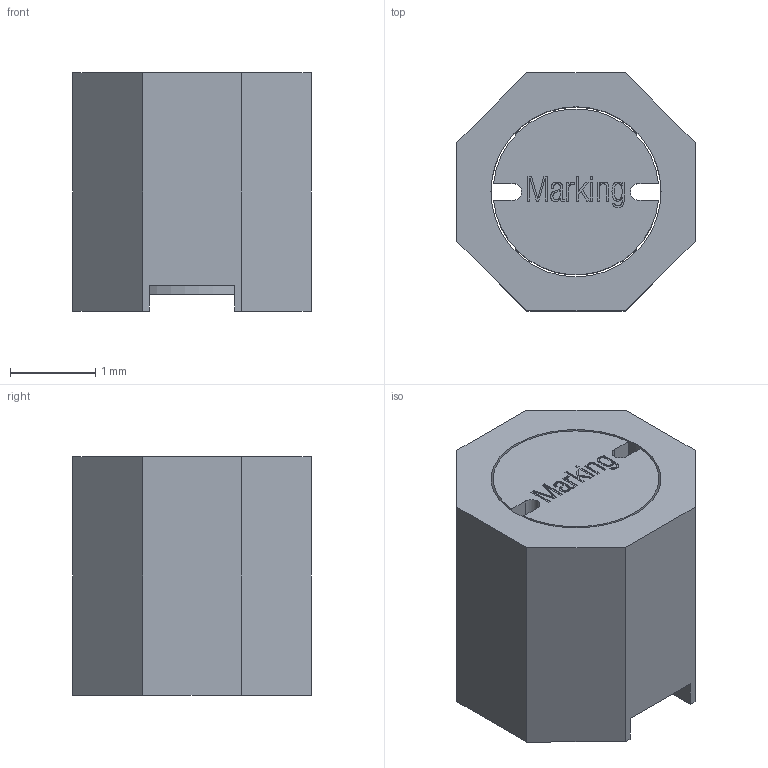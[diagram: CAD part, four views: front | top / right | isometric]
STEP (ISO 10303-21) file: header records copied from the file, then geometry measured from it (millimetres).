
FILE_DESCRIPTION(/* description */ ('Unknown'),/* implementation_level */ '2;1');
FILE_NAME(/* name */ 'L_Wurth_WE-TPC_2828',/* time_stamp */ '2022-03-08T13:42:45+08:00',/* author */ ('Unknown'),/* organization */ ('Unknown'),/* preprocessor_version */ 'ST-DEVELOPER v16.7',/* originating_system */ 'Solid Edge',/* authorisation */ 'Unknown');
FILE_SCHEMA (('AUTOMOTIVE_DESIGN {1 0 10303 214 3 1 1}'));
Length unit declared in the file: millimetre
Products named in the file (2): L_Wurth_WE-TPC_2828
Assembly tree (1 placements, depth 2):
  L_Wurth_WE-TPC_2828
    L_Wurth_WE-TPC_2828
Bounding box: 2.8 x 2.8 x 2.8 mm (x, y, z)
Volume: 13.8 mm3; surface area: 72.1 mm2
Topology: 2 solids, 2 shells, 123 faces, 321 edges, 212 vertices
Faces by surface type: plane 99, cylinder 13, bspline 11
Full cylindrical faces by diameter (mm): 1.28 x1, 2 x1
Entity records: 4900 total; most frequent: CARTESIAN_POINT 1020, ORIENTED_EDGE 636, DIRECTION 556, EDGE_CURVE 318, LINE 264, VECTOR 264, VERTEX_POINT 212, AXIS2_PLACEMENT_3D 146
